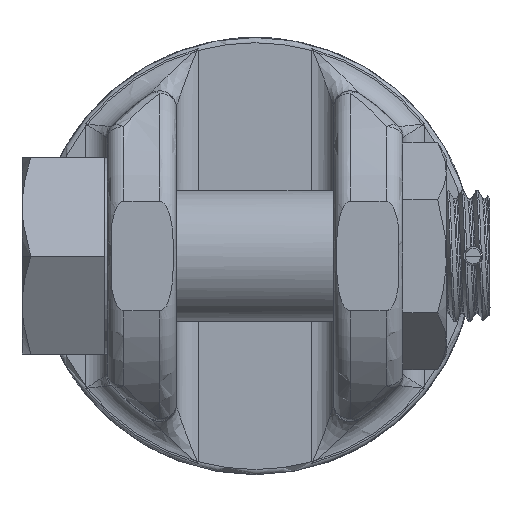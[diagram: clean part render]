
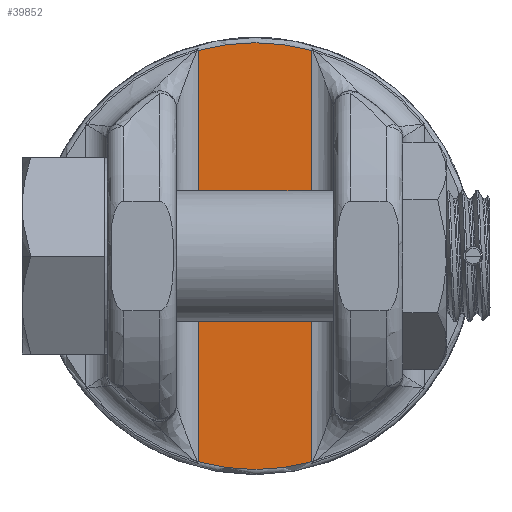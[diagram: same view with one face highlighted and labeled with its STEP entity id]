
A CAD part, front view. The second image highlights one B-rep face of the part: STEP entity #39852.
In plain terms, the highlighted planar face has unit normal (0, -1, 0).
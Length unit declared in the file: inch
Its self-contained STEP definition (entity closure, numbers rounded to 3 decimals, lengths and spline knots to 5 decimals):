
#31362=DIRECTION('',(0.,0.,-1.));
#31363=VECTOR('',#31362,4.70366);
#31364=CARTESIAN_POINT('',(0.65,-10.03,
2.35183));
#31365=LINE('',#31364,#31363);
#31798=DIRECTION('',(0.,0.,1.));
#31799=VECTOR('',#31798,4.70366);
#31800=CARTESIAN_POINT('',(-0.65,-10.03,
-2.35183));
#31801=LINE('',#31800,#31799);
#33074=CARTESIAN_POINT('',(0.,-10.03,0.));
#33075=DIRECTION('',(0.,-1.,0.));
#33076=DIRECTION('',(-0.266,0.,-0.964));
#33077=AXIS2_PLACEMENT_3D('',#33074,#33075,#33076);
#33079=CARTESIAN_POINT('',(0.,-10.03,0.));
#33080=DIRECTION('',(0.,-1.,0.));
#33081=DIRECTION('',(0.266,0.,0.964));
#33082=AXIS2_PLACEMENT_3D('',#33079,#33080,#33081);
#33806=CARTESIAN_POINT('',(0.65,-10.03,
2.35183));
#33807=VERTEX_POINT('',#33806);
#33818=CARTESIAN_POINT('',(-0.65,-10.03,
2.35183));
#33819=VERTEX_POINT('',#33818);
#33822=CARTESIAN_POINT('',(0.65,-10.03,
-2.35183));
#33823=VERTEX_POINT('',#33822);
#33824=CARTESIAN_POINT('',(-0.65,-10.03,
-2.35183));
#33825=VERTEX_POINT('',#33824);
#39841=CARTESIAN_POINT('',(-0.65,-10.03,-3.));
#39842=DIRECTION('',(0.,1.,0.));
#39843=DIRECTION('',(1.,0.,0.));
#39844=AXIS2_PLACEMENT_3D('',#39841,#39842,#39843);
#39845=PLANE('',#39844);
#39846=ORIENTED_EDGE('',*,*,#36398,.T.);
#39847=ORIENTED_EDGE('',*,*,#36852,.F.);
#39848=ORIENTED_EDGE('',*,*,#37110,.T.);
#39849=ORIENTED_EDGE('',*,*,#36816,.F.);
#39850=EDGE_LOOP('',(#39846,#39847,#39848,#39849));
#39851=FACE_OUTER_BOUND('',#39850,.F.);
#39852=ADVANCED_FACE('',(#39851),#39845,.F.);
#33078=CIRCLE('',#33077,2.44);
#33083=CIRCLE('',#33082,2.44);
#36398=EDGE_CURVE('',#33807,#33823,#31365,.T.);
#36816=EDGE_CURVE('',#33807,#33819,#33083,.T.);
#36852=EDGE_CURVE('',#33825,#33823,#33078,.T.);
#37110=EDGE_CURVE('',#33825,#33819,#31801,.T.);
